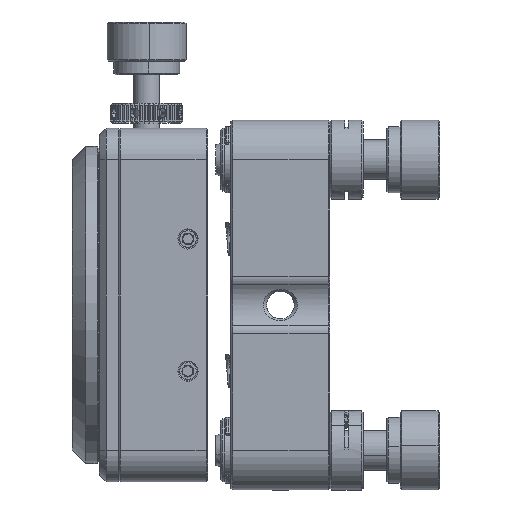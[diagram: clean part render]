
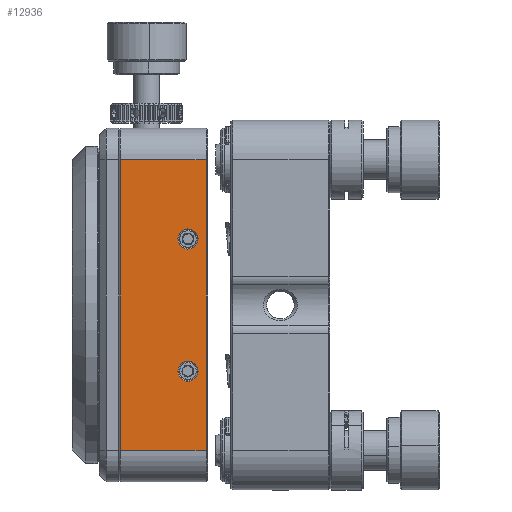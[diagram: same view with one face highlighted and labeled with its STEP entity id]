
A CAD part, front view. The second image highlights one B-rep face of the part: STEP entity #12936.
In plain terms, the highlighted planar face has unit normal (0, -1, 0).
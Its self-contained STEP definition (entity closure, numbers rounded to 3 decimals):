
#508 = CARTESIAN_POINT ( 'NONE',  ( -24.25, -26.75, 22. ) ) ;
#966 = EDGE_LOOP ( 'NONE', ( #25553, #47013, #10822, #34927 ) ) ;
#1161 = EDGE_CURVE ( 'NONE', #3882, #1682, #50855, .T. ) ;
#1465 = DIRECTION ( 'NONE',  ( 1., 0., 0. ) ) ;
#1682 = VERTEX_POINT ( 'NONE', #18120 ) ;
#3882 = VERTEX_POINT ( 'NONE', #27586 ) ;
#4414 = CARTESIAN_POINT ( 'NONE',  ( -24.5, -26.75, -26.75 ) ) ;
#8373 = DIRECTION ( 'NONE',  ( 1., 0., 0. ) ) ;
#10572 = DIRECTION ( 'NONE',  ( -1., 0., 0. ) ) ;
#10822 = ORIENTED_EDGE ( 'NONE', *, *, #36269, .T. ) ;
#11354 = VECTOR ( 'NONE', #20513, 1000. ) ;
#11590 = EDGE_CURVE ( 'NONE', #32060, #41495, #55053, .T. ) ;
#11942 = AXIS2_PLACEMENT_3D ( 'NONE', #58850, #43655, #1465 ) ;
#11987 = AXIS2_PLACEMENT_3D ( 'NONE', #40003, #26027, #16412 ) ;
#12936 = ADVANCED_FACE ( 'NONE', ( #14913, #48102, #24522 ), #51546, .F. ) ;
#14182 = ORIENTED_EDGE ( 'NONE', *, *, #35483, .F. ) ;
#14648 = CARTESIAN_POINT ( 'NONE',  ( -12.475, -26.75, 10. ) ) ;
#14751 = CARTESIAN_POINT ( 'NONE',  ( -12.475, -26.75, -10. ) ) ;
#14913 = FACE_OUTER_BOUND ( 'NONE', #966, .T. ) ;
#15014 = CARTESIAN_POINT ( 'NONE',  ( -14., -26.75, -10. ) ) ;
#15617 = DIRECTION ( 'NONE',  ( 1., 0., 0. ) ) ;
#16412 = DIRECTION ( 'NONE',  ( 1., 0., 0. ) ) ;
#16749 = CARTESIAN_POINT ( 'NONE',  ( -14., -26.75, 10. ) ) ;
#18120 = CARTESIAN_POINT ( 'NONE',  ( -11.25, -26.75, -22. ) ) ;
#18168 = CARTESIAN_POINT ( 'NONE',  ( -24.25, -26.75, -22. ) ) ;
#20513 = DIRECTION ( 'NONE',  ( 0., 0., 1. ) ) ;
#20783 = DIRECTION ( 'NONE',  ( 1., 0., 0. ) ) ;
#21393 = VERTEX_POINT ( 'NONE', #508 ) ;
#22785 = VECTOR ( 'NONE', #24731, 1000. ) ;
#22825 = LINE ( 'NONE', #18168, #38635 ) ;
#24522 = FACE_BOUND ( 'NONE', #28500, .T. ) ;
#24731 = DIRECTION ( 'NONE',  ( -1., 0., 0. ) ) ;
#25553 = ORIENTED_EDGE ( 'NONE', *, *, #1161, .T. ) ;
#26027 = DIRECTION ( 'NONE',  ( 0., -1., 0. ) ) ;
#26483 = CIRCLE ( 'NONE', #49297, 1.525 ) ;
#27586 = CARTESIAN_POINT ( 'NONE',  ( -24.25, -26.75, -22. ) ) ;
#27928 = EDGE_CURVE ( 'NONE', #36906, #58963, #53599, .T. ) ;
#28310 = AXIS2_PLACEMENT_3D ( 'NONE', #4414, #32932, #10572 ) ;
#28313 = AXIS2_PLACEMENT_3D ( 'NONE', #16749, #54596, #20783 ) ;
#28500 = EDGE_LOOP ( 'NONE', ( #34384, #48403 ) ) ;
#28577 = EDGE_CURVE ( 'NONE', #21393, #3882, #22825, .T. ) ;
#32060 = VERTEX_POINT ( 'NONE', #57259 ) ;
#32932 = DIRECTION ( 'NONE',  ( 0., 1., 0. ) ) ;
#34384 = ORIENTED_EDGE ( 'NONE', *, *, #27928, .F. ) ;
#34739 = CIRCLE ( 'NONE', #11942, 1.525 ) ;
#34857 = DIRECTION ( 'NONE',  ( 0., -1., 0. ) ) ;
#34927 = ORIENTED_EDGE ( 'NONE', *, *, #28577, .T. ) ;
#35483 = EDGE_CURVE ( 'NONE', #41495, #32060, #34739, .T. ) ;
#36269 = EDGE_CURVE ( 'NONE', #40623, #21393, #48009, .T. ) ;
#36906 = VERTEX_POINT ( 'NONE', #14751 ) ;
#38635 = VECTOR ( 'NONE', #56023, 1000. ) ;
#38705 = CARTESIAN_POINT ( 'NONE',  ( -24.5, -26.75, 22. ) ) ;
#40003 = CARTESIAN_POINT ( 'NONE',  ( -14., -26.75, -10. ) ) ;
#40623 = VERTEX_POINT ( 'NONE', #60342 ) ;
#41013 = EDGE_CURVE ( 'NONE', #58963, #36906, #26483, .T. ) ;
#41495 = VERTEX_POINT ( 'NONE', #14648 ) ;
#43655 = DIRECTION ( 'NONE',  ( 0., -1., 0. ) ) ;
#44944 = ORIENTED_EDGE ( 'NONE', *, *, #11590, .F. ) ;
#47013 = ORIENTED_EDGE ( 'NONE', *, *, #59462, .T. ) ;
#48009 = LINE ( 'NONE', #38705, #22785 ) ;
#48102 = FACE_BOUND ( 'NONE', #51818, .T. ) ;
#48403 = ORIENTED_EDGE ( 'NONE', *, *, #41013, .F. ) ;
#49297 = AXIS2_PLACEMENT_3D ( 'NONE', #15014, #34857, #15617 ) ;
#49372 = LINE ( 'NONE', #58060, #11354 ) ;
#50855 = LINE ( 'NONE', #60470, #54281 ) ;
#51546 = PLANE ( 'NONE',  #28310 ) ;
#51818 = EDGE_LOOP ( 'NONE', ( #14182, #44944 ) ) ;
#53599 = CIRCLE ( 'NONE', #11987, 1.525 ) ;
#54281 = VECTOR ( 'NONE', #8373, 1000. ) ;
#54596 = DIRECTION ( 'NONE',  ( 0., -1., 0. ) ) ;
#55053 = CIRCLE ( 'NONE', #28313, 1.525 ) ;
#56023 = DIRECTION ( 'NONE',  ( 0., 0., -1. ) ) ;
#57259 = CARTESIAN_POINT ( 'NONE',  ( -15.525, -26.75, 10. ) ) ;
#58060 = CARTESIAN_POINT ( 'NONE',  ( -11.25, -26.75, -26.75 ) ) ;
#58515 = CARTESIAN_POINT ( 'NONE',  ( -15.525, -26.75, -10. ) ) ;
#58850 = CARTESIAN_POINT ( 'NONE',  ( -14., -26.75, 10. ) ) ;
#58963 = VERTEX_POINT ( 'NONE', #58515 ) ;
#59462 = EDGE_CURVE ( 'NONE', #1682, #40623, #49372, .T. ) ;
#60342 = CARTESIAN_POINT ( 'NONE',  ( -11.25, -26.75, 22. ) ) ;
#60470 = CARTESIAN_POINT ( 'NONE',  ( -24.5, -26.75, -22. ) ) ;
